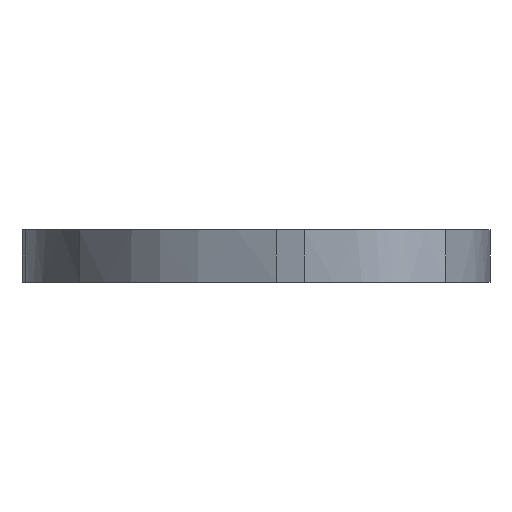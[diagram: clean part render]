
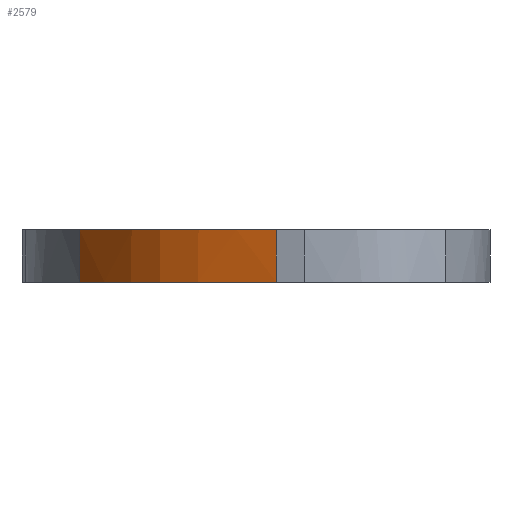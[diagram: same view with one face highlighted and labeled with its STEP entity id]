
A CAD part, left-side view. The second image highlights one B-rep face of the part: STEP entity #2579.
In plain terms, the highlighted free-form (B-spline) face has degree [3, 1] with [5, 2] control points.
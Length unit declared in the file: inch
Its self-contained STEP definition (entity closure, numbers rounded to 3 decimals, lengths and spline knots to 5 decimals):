
#223=B_SPLINE_CURVE_WITH_KNOTS('',3,(#5230,#5231,#5232,#5233,#5234),
 .UNSPECIFIED.,.F.,.F.,(4,1,4),(0.,0.41415,0.77695),
 .UNSPECIFIED.);
#224=B_SPLINE_CURVE_WITH_KNOTS('',3,(#5236,#5237,#5238,#5239,#5240),
 .UNSPECIFIED.,.F.,.F.,(4,1,4),(-0.77695,-0.41415,0.),
 .UNSPECIFIED.);
#345=B_SPLINE_SURFACE_WITH_KNOTS('',3,1,((#5219,#5220),(#5221,#5222),(#5223,
#5224),(#5225,#5226),(#5227,#5228)),.UNSPECIFIED.,.F.,.F.,.F.,(4,1,4),(2,
2),(-0.77695,-0.41415,0.),(0.,0.15875),.UNSPECIFIED.);
#482=FACE_OUTER_BOUND('',#628,.T.);
#628=EDGE_LOOP('',(#2296,#2297,#2298,#2299));
#798=LINE('',#5218,#970);
#799=LINE('',#5241,#971);
#970=VECTOR('',#2857,0.3937);
#971=VECTOR('',#2858,0.3937);
#1220=VERTEX_POINT('',#5206);
#1221=VERTEX_POINT('',#5212);
#1222=VERTEX_POINT('',#5229);
#1223=VERTEX_POINT('',#5235);
#1594=EDGE_CURVE('',#1220,#1221,#798,.T.);
#1595=EDGE_CURVE('',#1220,#1222,#223,.T.);
#1596=EDGE_CURVE('',#1223,#1221,#224,.T.);
#1597=EDGE_CURVE('',#1222,#1223,#799,.T.);
#2296=ORIENTED_EDGE('',*,*,#1595,.F.);
#2297=ORIENTED_EDGE('',*,*,#1594,.T.);
#2298=ORIENTED_EDGE('',*,*,#1596,.F.);
#2299=ORIENTED_EDGE('',*,*,#1597,.F.);
#2579=ADVANCED_FACE('',(#482),#345,.T.);
#2857=DIRECTION('',(0.,0.,1.));
#2858=DIRECTION('',(0.,0.,1.));
#5206=CARTESIAN_POINT('',(-2.30507,0.50065,0.));
#5212=CARTESIAN_POINT('',(-2.30507,0.50065,0.0625));
#5218=CARTESIAN_POINT('',(-2.30507,0.50065,0.));
#5219=CARTESIAN_POINT('Ctrl Pts',(-2.11994,0.73664,0.));
#5220=CARTESIAN_POINT('Ctrl Pts',(-2.11994,0.73664,0.0625));
#5221=CARTESIAN_POINT('Ctrl Pts',(-2.15993,0.70892,0.));
#5222=CARTESIAN_POINT('Ctrl Pts',(-2.15993,0.70892,0.0625));
#5223=CARTESIAN_POINT('Ctrl Pts',(-2.24557,0.64954,0.));
#5224=CARTESIAN_POINT('Ctrl Pts',(-2.24557,0.64954,0.0625));
#5225=CARTESIAN_POINT('Ctrl Pts',(-2.28438,0.55242,0.));
#5226=CARTESIAN_POINT('Ctrl Pts',(-2.28438,0.55242,0.0625));
#5227=CARTESIAN_POINT('Ctrl Pts',(-2.30507,0.50065,0.));
#5228=CARTESIAN_POINT('Ctrl Pts',(-2.30507,0.50065,0.0625));
#5229=CARTESIAN_POINT('',(-2.11994,0.73664,0.));
#5230=CARTESIAN_POINT('Ctrl Pts',(-2.30507,0.50065,0.));
#5231=CARTESIAN_POINT('Ctrl Pts',(-2.28438,0.55242,0.));
#5232=CARTESIAN_POINT('Ctrl Pts',(-2.24557,0.64954,0.));
#5233=CARTESIAN_POINT('Ctrl Pts',(-2.15993,0.70892,0.));
#5234=CARTESIAN_POINT('Ctrl Pts',(-2.11994,0.73664,0.));
#5235=CARTESIAN_POINT('',(-2.11994,0.73664,0.0625));
#5236=CARTESIAN_POINT('Ctrl Pts',(-2.11994,0.73664,0.0625));
#5237=CARTESIAN_POINT('Ctrl Pts',(-2.15993,0.70892,0.0625));
#5238=CARTESIAN_POINT('Ctrl Pts',(-2.24557,0.64954,0.0625));
#5239=CARTESIAN_POINT('Ctrl Pts',(-2.28438,0.55242,0.0625));
#5240=CARTESIAN_POINT('Ctrl Pts',(-2.30507,0.50065,0.0625));
#5241=CARTESIAN_POINT('',(-2.11994,0.73664,0.));
